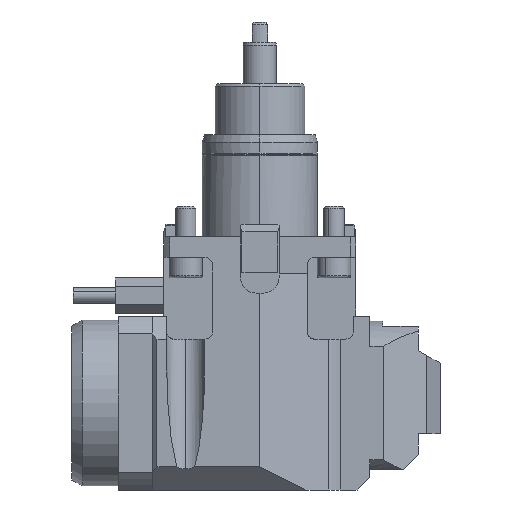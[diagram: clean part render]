
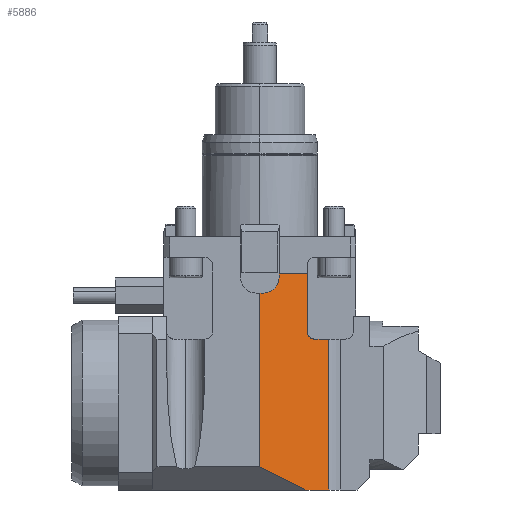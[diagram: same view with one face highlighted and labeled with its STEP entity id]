
A CAD part, front view. The second image highlights one B-rep face of the part: STEP entity #5886.
In plain terms, the highlighted planar face has unit normal (0.447, -0.894, 0).
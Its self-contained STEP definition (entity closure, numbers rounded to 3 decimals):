
#384=CARTESIAN_POINT('',(26.889,-24.056,-40.));
#385=VERTEX_POINT('',#384);
#393=CARTESIAN_POINT('',(26.889,-24.056,-99.));
#394=VERTEX_POINT('',#393);
#395=CARTESIAN_POINT('',(26.889,-24.056,-99.));
#396=DIRECTION('',(0.,-0.,1.));
#397=VECTOR('',#396,59.);
#398=LINE('',#395,#397);
#399=EDGE_CURVE('',#394,#385,#398,.T.);
#4681=CARTESIAN_POINT('',(18.,-28.5,-99.));
#4682=VERTEX_POINT('',#4681);
#4683=CARTESIAN_POINT('',(26.889,-24.056,-99.));
#4684=DIRECTION('',(-0.894,-0.447,0.));
#4685=VECTOR('',#4684,9.938);
#4686=LINE('',#4683,#4685);
#4687=EDGE_CURVE('',#394,#4682,#4686,.T.);
#5779=CARTESIAN_POINT('',(7.5,-33.75,-14.5));
#5780=VERTEX_POINT('',#5779);
#5789=CARTESIAN_POINT('',(18.5,-28.25,-14.5));
#5790=VERTEX_POINT('',#5789);
#5791=CARTESIAN_POINT('',(18.5,-28.25,-14.5));
#5792=DIRECTION('',(-0.894,-0.447,0.));
#5793=VECTOR('',#5792,12.298);
#5794=LINE('',#5791,#5793);
#5795=EDGE_CURVE('',#5790,#5780,#5794,.T.);
#5814=CARTESIAN_POINT('',(26.889,-24.056,-99.));
#5815=DIRECTION('',(0.447,-0.894,-0.));
#5816=DIRECTION('',(-0.,0.,-1.));
#5817=AXIS2_PLACEMENT_3D('',#5814,#5815,#5816);
#5818=PLANE('',#5817);
#5819=ORIENTED_EDGE('',*,*,#399,.T.);
#5820=CARTESIAN_POINT('',(21.5,-26.75,-40.));
#5821=VERTEX_POINT('',#5820);
#5822=CARTESIAN_POINT('',(21.5,-26.75,-40.));
#5823=DIRECTION('',(0.894,0.447,0.));
#5824=VECTOR('',#5823,6.025);
#5825=LINE('',#5822,#5824);
#5826=EDGE_CURVE('',#5821,#385,#5825,.T.);
#5827=ORIENTED_EDGE('',*,*,#5826,.F.);
#5828=CARTESIAN_POINT('',(18.5,-28.25,-37.));
#5829=VERTEX_POINT('',#5828);
#5830=CARTESIAN_POINT('',(21.5,-26.75,-37.));
#5831=DIRECTION('',(0.447,-0.894,-0.));
#5832=DIRECTION('',(-0.894,-0.447,0.));
#5833=AXIS2_PLACEMENT_3D('',#5830,#5831,#5832);
#5834=ELLIPSE('',#5833,3.354,3.);
#5835=EDGE_CURVE('',#5829,#5821,#5834,.T.);
#5836=ORIENTED_EDGE('',*,*,#5835,.F.);
#5837=CARTESIAN_POINT('',(18.5,-28.25,-14.5));
#5838=DIRECTION('',(0.,0.,-1.));
#5839=VECTOR('',#5838,22.5);
#5840=LINE('',#5837,#5839);
#5841=EDGE_CURVE('',#5790,#5829,#5840,.T.);
#5842=ORIENTED_EDGE('',*,*,#5841,.F.);
#5843=ORIENTED_EDGE('',*,*,#5795,.T.);
#5844=CARTESIAN_POINT('',(7.5,-33.75,-16.));
#5845=VERTEX_POINT('',#5844);
#5846=CARTESIAN_POINT('',(7.5,-33.75,-16.));
#5847=DIRECTION('',(0.,0.,1.));
#5848=VECTOR('',#5847,1.5);
#5849=LINE('',#5846,#5848);
#5850=EDGE_CURVE('',#5845,#5780,#5849,.T.);
#5851=ORIENTED_EDGE('',*,*,#5850,.F.);
#5852=CARTESIAN_POINT('',(1.5,-36.75,-22.));
#5853=VERTEX_POINT('',#5852);
#5854=CARTESIAN_POINT('',(1.5,-36.75,-16.));
#5855=DIRECTION('',(0.447,-0.894,-0.));
#5856=DIRECTION('',(0.894,0.447,-0.));
#5857=AXIS2_PLACEMENT_3D('',#5854,#5855,#5856);
#5858=ELLIPSE('',#5857,6.708,6.);
#5859=EDGE_CURVE('',#5853,#5845,#5858,.T.);
#5860=ORIENTED_EDGE('',*,*,#5859,.F.);
#5861=CARTESIAN_POINT('',(-0.,-37.5,-22.));
#5862=VERTEX_POINT('',#5861);
#5863=CARTESIAN_POINT('',(-0.,-37.5,-22.));
#5864=DIRECTION('',(0.894,0.447,0.));
#5865=VECTOR('',#5864,1.677);
#5866=LINE('',#5863,#5865);
#5867=EDGE_CURVE('',#5862,#5853,#5866,.T.);
#5868=ORIENTED_EDGE('',*,*,#5867,.F.);
#5869=CARTESIAN_POINT('',(-0.,-37.5,-90.));
#5870=VERTEX_POINT('',#5869);
#5871=CARTESIAN_POINT('',(-0.,-37.5,-90.));
#5872=DIRECTION('',(0.,0.,1.));
#5873=VECTOR('',#5872,68.);
#5874=LINE('',#5871,#5873);
#5875=EDGE_CURVE('',#5870,#5862,#5874,.T.);
#5876=ORIENTED_EDGE('',*,*,#5875,.F.);
#5877=CARTESIAN_POINT('',(18.,-28.5,-99.));
#5878=DIRECTION('',(-0.816,-0.408,0.408));
#5879=VECTOR('',#5878,22.045);
#5880=LINE('',#5877,#5879);
#5881=EDGE_CURVE('',#4682,#5870,#5880,.T.);
#5882=ORIENTED_EDGE('',*,*,#5881,.F.);
#5883=ORIENTED_EDGE('',*,*,#4687,.F.);
#5884=EDGE_LOOP('',(#5819,#5827,#5836,#5842,#5843,#5851,#5860,#5868,#5876,#5882,#5883));
#5885=FACE_BOUND('',#5884,.T.);
#5886=ADVANCED_FACE('',(#5885),#5818,.T.);
